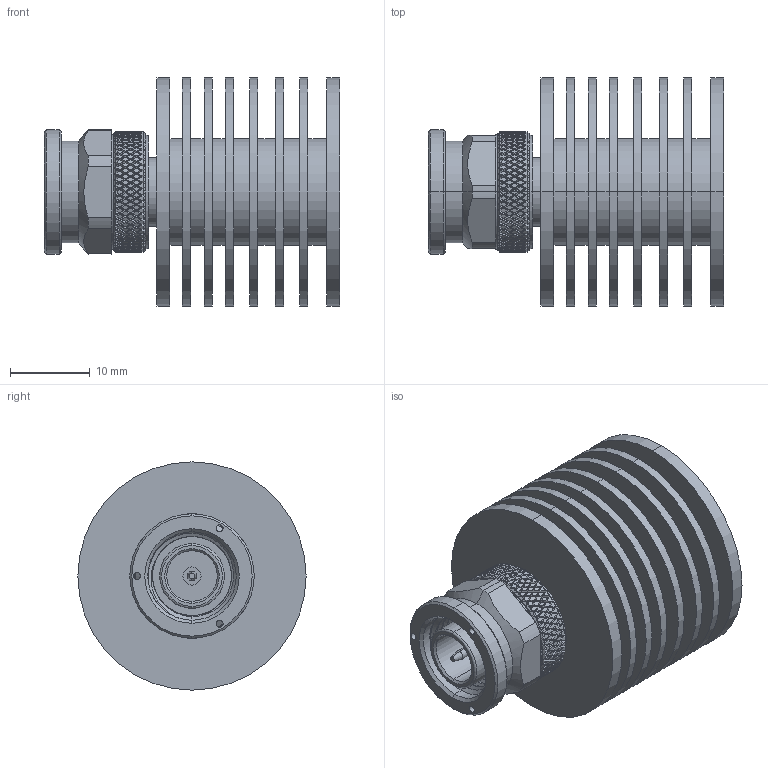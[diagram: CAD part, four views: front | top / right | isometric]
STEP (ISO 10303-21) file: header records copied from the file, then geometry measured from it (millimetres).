
FILE_DESCRIPTION (( 'STEP AP214' ), '1' );
FILE_NAME ('STT1857.STEP', '2018-03-19T20:43:15', ( '' ), ( '' ), 'SwSTEP 2.0', 'SolidWorks 2017', '' );
FILE_SCHEMA (( 'AUTOMOTIVE_DESIGN' ));
Length unit declared in the file: inch
Products named in the file (1): STT1857
Bounding box: 37.08 x 28.67 x 28.67 mm (x, y, z)
Volume: 9837.4 mm3; surface area: 11583.2 mm2
Topology: 3 solids, 3 shells, 2008 faces, 4405 edges, 2424 vertices
Faces by surface type: bspline 1443, cylinder 496, plane 46, cone 21, torus 2
Entity records: 69375 total; most frequent: CARTESIAN_POINT 41649, ORIENTED_EDGE 8806, EDGE_CURVE 4403, VERTEX_POINT 2424, DIRECTION 2062, EDGE_LOOP 2037, FACE_OUTER_BOUND 2008, ADVANCED_FACE 2008
